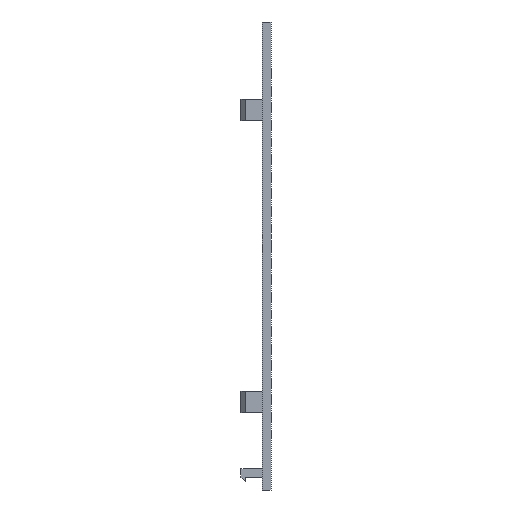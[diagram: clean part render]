
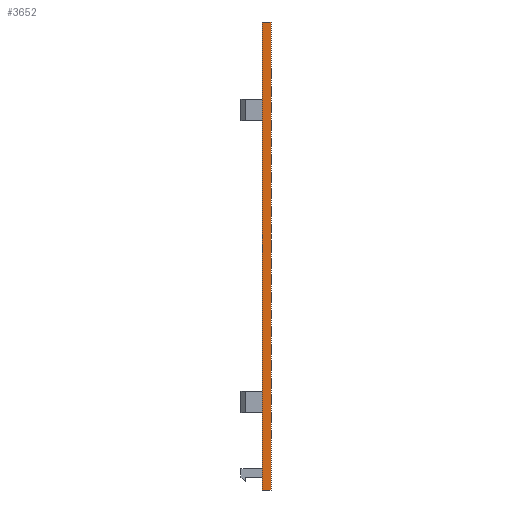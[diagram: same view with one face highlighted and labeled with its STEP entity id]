
A CAD part, left-side view. The second image highlights one B-rep face of the part: STEP entity #3652.
In plain terms, the highlighted planar face has unit normal (-1, 0, 0).
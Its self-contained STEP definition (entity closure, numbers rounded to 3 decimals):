
#113 = VECTOR ( 'NONE', #5369, 1000. ) ;
#145 = CARTESIAN_POINT ( 'NONE',  ( 0., 0., 0. ) ) ;
#354 = CARTESIAN_POINT ( 'NONE',  ( 0., 0., 0. ) ) ;
#393 = CARTESIAN_POINT ( 'NONE',  ( 0., 2., 0. ) ) ;
#805 = DIRECTION ( 'NONE',  ( 0., 0., 1. ) ) ;
#913 = CARTESIAN_POINT ( 'NONE',  ( 0., 2., -108.87 ) ) ;
#1297 = VERTEX_POINT ( 'NONE', #145 ) ;
#1323 = VECTOR ( 'NONE', #5039, 1000. ) ;
#1349 = PLANE ( 'NONE',  #1400 ) ;
#1354 = ORIENTED_EDGE ( 'NONE', *, *, #5423, .T. ) ;
#1358 = CARTESIAN_POINT ( 'NONE',  ( 0., 2., 0. ) ) ;
#1400 = AXIS2_PLACEMENT_3D ( 'NONE', #3236, #6264, #7337 ) ;
#1623 = DIRECTION ( 'NONE',  ( 0., -1., 0. ) ) ;
#1765 = EDGE_CURVE ( 'NONE', #3266, #2885, #1922, .T. ) ;
#1834 = VERTEX_POINT ( 'NONE', #2682 ) ;
#1922 = LINE ( 'NONE', #3090, #113 ) ;
#2603 = FACE_OUTER_BOUND ( 'NONE', #3353, .T. ) ;
#2610 = LINE ( 'NONE', #354, #1323 ) ;
#2682 = CARTESIAN_POINT ( 'NONE',  ( 0., 2., 0. ) ) ;
#2693 = EDGE_CURVE ( 'NONE', #3266, #1834, #7090, .T. ) ;
#2885 = VERTEX_POINT ( 'NONE', #5654 ) ;
#3090 = CARTESIAN_POINT ( 'NONE',  ( 0., 2., -108.87 ) ) ;
#3109 = ORIENTED_EDGE ( 'NONE', *, *, #6613, .F. ) ;
#3236 = CARTESIAN_POINT ( 'NONE',  ( 0., 2., 0. ) ) ;
#3243 = LINE ( 'NONE', #393, #6349 ) ;
#3266 = VERTEX_POINT ( 'NONE', #913 ) ;
#3353 = EDGE_LOOP ( 'NONE', ( #1354, #3109, #6518, #6142 ) ) ;
#3652 = ADVANCED_FACE ( 'NONE', ( #2603 ), #1349, .F. ) ;
#5039 = DIRECTION ( 'NONE',  ( 0., 0., 1. ) ) ;
#5369 = DIRECTION ( 'NONE',  ( 0., -1., 0. ) ) ;
#5423 = EDGE_CURVE ( 'NONE', #2885, #1297, #2610, .T. ) ;
#5654 = CARTESIAN_POINT ( 'NONE',  ( 0., 0., -108.87 ) ) ;
#6142 = ORIENTED_EDGE ( 'NONE', *, *, #1765, .T. ) ;
#6264 = DIRECTION ( 'NONE',  ( 1., 0., 0. ) ) ;
#6349 = VECTOR ( 'NONE', #1623, 1000. ) ;
#6518 = ORIENTED_EDGE ( 'NONE', *, *, #2693, .F. ) ;
#6613 = EDGE_CURVE ( 'NONE', #1834, #1297, #3243, .T. ) ;
#6641 = VECTOR ( 'NONE', #805, 1000. ) ;
#7090 = LINE ( 'NONE', #1358, #6641 ) ;
#7337 = DIRECTION ( 'NONE',  ( 0., 0., -1. ) ) ;
